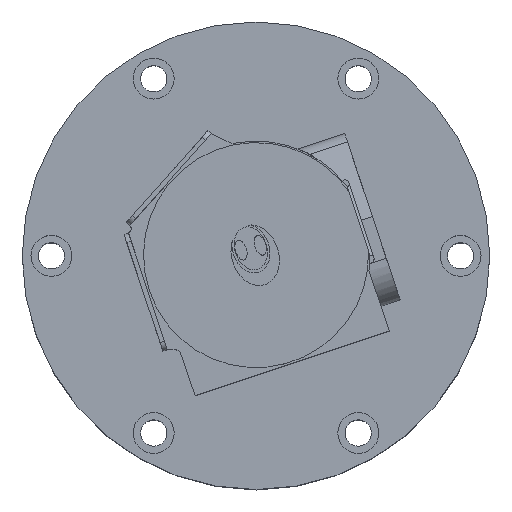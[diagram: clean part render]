
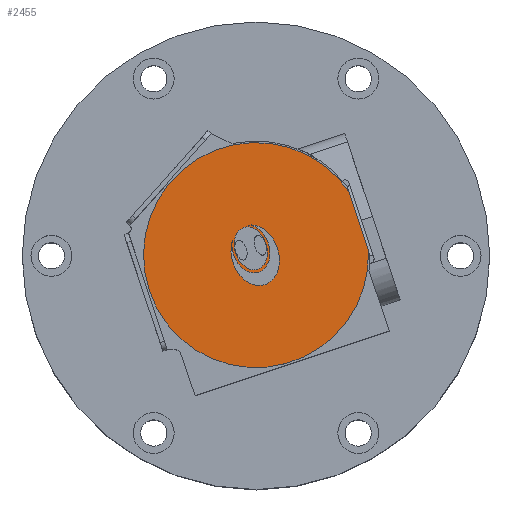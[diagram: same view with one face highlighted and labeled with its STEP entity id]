
A CAD part, top view. The second image highlights one B-rep face of the part: STEP entity #2455.
In plain terms, the highlighted face is planar.
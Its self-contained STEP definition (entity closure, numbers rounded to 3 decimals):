
#72 = EDGE_CURVE ( 'NONE', #8866, #6081, #496, .T. ) ;
#253 =( BOUNDED_CURVE ( )  B_SPLINE_CURVE ( 3, ( #11518, #10614, #757, #7052, #1653, #7967, #2576 ),
 .UNSPECIFIED., .F., .T. ) 
 B_SPLINE_CURVE_WITH_KNOTS ( ( 4, 3, 4 ),
 ( 0.826, 3.49, 6.153 ),
 .UNSPECIFIED. ) 
 CURVE ( )  GEOMETRIC_REPRESENTATION_ITEM ( )  RATIONAL_B_SPLINE_CURVE ( ( 1., 0.491, 0.491, 1., 0.491, 0.491, 1. ) ) 
 REPRESENTATION_ITEM ( '' )  );
#384 = CARTESIAN_POINT ( 'NONE',  ( 7.213, 1.6, -6.158 ) ) ;
#496 =( BOUNDED_CURVE ( )  B_SPLINE_CURVE ( 3, ( #1282, #7595, #6681, #384 ),
 .UNSPECIFIED., .F., .F. ) 
 B_SPLINE_CURVE_WITH_KNOTS ( ( 4, 4 ),
 ( 0., 2.168 ),
 .UNSPECIFIED. ) 
 CURVE ( )  GEOMETRIC_REPRESENTATION_ITEM ( )  RATIONAL_B_SPLINE_CURVE ( ( 1., 0.645, 0.645, 1. ) ) 
 REPRESENTATION_ITEM ( '' )  );
#682 = CARTESIAN_POINT ( 'NONE',  ( 10.272, 1.6, -11.882 ) ) ;
#757 = CARTESIAN_POINT ( 'NONE',  ( -14.7, 1.6, -7.487 ) ) ;
#771 =( BOUNDED_CURVE ( )  B_SPLINE_CURVE ( 3, ( #8440, #8483, #2219, #8521 ),
 .UNSPECIFIED., .F., .T. ) 
 B_SPLINE_CURVE_WITH_KNOTS ( ( 4, 4 ),
 ( 0., 3.142 ),
 .UNSPECIFIED. ) 
 CURVE ( )  GEOMETRIC_REPRESENTATION_ITEM ( )  RATIONAL_B_SPLINE_CURVE ( ( 1., 0.333, 0.333, 1. ) ) 
 REPRESENTATION_ITEM ( '' )  );
#968 = CARTESIAN_POINT ( 'NONE',  ( 0., 1.6, 0. ) ) ;
#1105 = FACE_OUTER_BOUND ( 'NONE', #9304, .T. ) ;
#1114 = CARTESIAN_POINT ( 'NONE',  ( 0., 1.6, 0. ) ) ;
#1208 = ORIENTED_EDGE ( 'NONE', *, *, #7666, .F. ) ;
#1282 = CARTESIAN_POINT ( 'NONE',  ( -5.818, 1.6, -0.983 ) ) ;
#1599 = CARTESIAN_POINT ( 'NONE',  ( 10.272, 1.6, -0.983 ) ) ;
#1653 = CARTESIAN_POINT ( 'NONE',  ( -5.186, 1.6, 12.355 ) ) ;
#1660 = CARTESIAN_POINT ( 'NONE',  ( 10.533, 1.6, 0.768 ) ) ;
#1761 = AXIS2_PLACEMENT_3D ( 'NONE', #1114, #7432, #2035 ) ;
#1890 = DIRECTION ( 'NONE',  ( 0., 0., 1. ) ) ;
#2035 = DIRECTION ( 'NONE',  ( 0., 0., 1. ) ) ;
#2107 = AXIS2_PLACEMENT_3D ( 'NONE', #968, #7278, #1890 ) ;
#2187 = CARTESIAN_POINT ( 'NONE',  ( 10.272, 1.6, -0.983 ) ) ;
#2219 = CARTESIAN_POINT ( 'NONE',  ( 10.272, 1.6, 9.917 ) ) ;
#2365 = CARTESIAN_POINT ( 'NONE',  ( -10.642, 1.6, 37. ) ) ;
#2443 = ORIENTED_EDGE ( 'NONE', *, *, #4925, .T. ) ;
#2455 = ADVANCED_FACE ( 'NONE', ( #10388, #3521, #1105 ), #3344, .T. ) ;
#2500 = CARTESIAN_POINT ( 'NONE',  ( -4.775, 1.6, -0.983 ) ) ;
#2576 = CARTESIAN_POINT ( 'NONE',  ( 10.533, 1.6, 0.768 ) ) ;
#3134 = CIRCLE ( 'NONE', #1761, 38.5 ) ;
#3344 = PLANE ( 'NONE',  #11508 ) ;
#3386 = VERTEX_POINT ( 'NONE', #5593 ) ;
#3496 = ORIENTED_EDGE ( 'NONE', *, *, #6873, .F. ) ;
#3521 = FACE_BOUND ( 'NONE', #11345, .T. ) ;
#3655 = EDGE_CURVE ( 'NONE', #5821, #6907, #6116, .T. ) ;
#4341 = ORIENTED_EDGE ( 'NONE', *, *, #3655, .F. ) ;
#4538 =( BOUNDED_CURVE ( )  B_SPLINE_CURVE ( 3, ( #1660, #10619, #5301, #11572 ),
 .UNSPECIFIED., .F., .T. ) 
 B_SPLINE_CURVE_WITH_KNOTS ( ( 4, 4 ),
 ( 3.425, 6.283 ),
 .UNSPECIFIED. ) 
 CURVE ( )  GEOMETRIC_REPRESENTATION_ITEM ( )  RATIONAL_B_SPLINE_CURVE ( ( 1., 0.428, 0.428, 1. ) ) 
 REPRESENTATION_ITEM ( '' )  );
#4925 = EDGE_CURVE ( 'NONE', #10375, #3386, #7512, .T. ) ;
#5093 = DIRECTION ( 'NONE',  ( 1., 0., 0. ) ) ;
#5138 = CARTESIAN_POINT ( 'NONE',  ( -5.818, 1.6, -0.983 ) ) ;
#5155 = DIRECTION ( 'NONE',  ( 0., 1., 0. ) ) ;
#5301 = CARTESIAN_POINT ( 'NONE',  ( -5.818, 1.6, 8.676 ) ) ;
#5593 = CARTESIAN_POINT ( 'NONE',  ( 10.642, 1.6, 37. ) ) ;
#5772 = ORIENTED_EDGE ( 'NONE', *, *, #10607, .T. ) ;
#5821 = VERTEX_POINT ( 'NONE', #2187 ) ;
#6081 = VERTEX_POINT ( 'NONE', #7288 ) ;
#6095 = CARTESIAN_POINT ( 'NONE',  ( -4.775, 1.6, -11.882 ) ) ;
#6116 =( BOUNDED_CURVE ( )  B_SPLINE_CURVE ( 3, ( #1599, #682, #6095, #2500 ),
 .UNSPECIFIED., .F., .F. ) 
 B_SPLINE_CURVE_WITH_KNOTS ( ( 4, 4 ),
 ( 3.142, 6.283 ),
 .UNSPECIFIED. ) 
 CURVE ( )  GEOMETRIC_REPRESENTATION_ITEM ( )  RATIONAL_B_SPLINE_CURVE ( ( 1., 0.333, 0.333, 1. ) ) 
 REPRESENTATION_ITEM ( '' )  );
#6315 = EDGE_CURVE ( 'NONE', #11143, #10375, #8207, .T. ) ;
#6681 = CARTESIAN_POINT ( 'NONE',  ( 0.913, 1.6, -9.369 ) ) ;
#6873 = EDGE_CURVE ( 'NONE', #11402, #8866, #4538, .T. ) ;
#6898 = CARTESIAN_POINT ( 'NONE',  ( 0., 1.6, 0. ) ) ;
#6907 = VERTEX_POINT ( 'NONE', #9800 ) ;
#7022 = CARTESIAN_POINT ( 'NONE',  ( -10.642, 1.6, 37. ) ) ;
#7052 = CARTESIAN_POINT ( 'NONE',  ( -9.943, 1.6, 2.434 ) ) ;
#7198 = EDGE_CURVE ( 'NONE', #6907, #5821, #771, .T. ) ;
#7263 = CARTESIAN_POINT ( 'NONE',  ( 0., 1.6, -38.5 ) ) ;
#7278 = DIRECTION ( 'NONE',  ( 0., 1., 0. ) ) ;
#7288 = CARTESIAN_POINT ( 'NONE',  ( 7.213, 1.6, -6.158 ) ) ;
#7383 = ORIENTED_EDGE ( 'NONE', *, *, #72, .F. ) ;
#7432 = DIRECTION ( 'NONE',  ( 0., 1., 0. ) ) ;
#7512 = LINE ( 'NONE', #2365, #8378 ) ;
#7595 = CARTESIAN_POINT ( 'NONE',  ( -5.818, 1.6, -6.695 ) ) ;
#7666 = EDGE_CURVE ( 'NONE', #6081, #11402, #253, .T. ) ;
#7967 = CARTESIAN_POINT ( 'NONE',  ( 8.708, 1.6, 11.225 ) ) ;
#8207 = CIRCLE ( 'NONE', #2107, 38.5 ) ;
#8378 = VECTOR ( 'NONE', #5093, 1000. ) ;
#8440 = CARTESIAN_POINT ( 'NONE',  ( -4.775, 1.6, -0.983 ) ) ;
#8483 = CARTESIAN_POINT ( 'NONE',  ( -4.775, 1.6, 9.917 ) ) ;
#8521 = CARTESIAN_POINT ( 'NONE',  ( 10.272, 1.6, -0.983 ) ) ;
#8866 = VERTEX_POINT ( 'NONE', #5138 ) ;
#9304 = EDGE_LOOP ( 'NONE', ( #5772, #9522, #2443 ) ) ;
#9522 = ORIENTED_EDGE ( 'NONE', *, *, #6315, .T. ) ;
#9800 = CARTESIAN_POINT ( 'NONE',  ( -4.775, 1.6, -0.983 ) ) ;
#10337 = CARTESIAN_POINT ( 'NONE',  ( 10.533, 1.6, 0.768 ) ) ;
#10371 = EDGE_LOOP ( 'NONE', ( #3496, #1208, #7383 ) ) ;
#10375 = VERTEX_POINT ( 'NONE', #7022 ) ;
#10388 = FACE_BOUND ( 'NONE', #10371, .T. ) ;
#10607 = EDGE_CURVE ( 'NONE', #3386, #11143, #3134, .T. ) ;
#10614 = CARTESIAN_POINT ( 'NONE',  ( -3.058, 1.6, -13.317 ) ) ;
#10619 = CARTESIAN_POINT ( 'NONE',  ( 6.93, 1.6, 10.04 ) ) ;
#11143 = VERTEX_POINT ( 'NONE', #7263 ) ;
#11345 = EDGE_LOOP ( 'NONE', ( #11501, #4341 ) ) ;
#11402 = VERTEX_POINT ( 'NONE', #10337 ) ;
#11417 = DIRECTION ( 'NONE',  ( 0., 0., 1. ) ) ;
#11501 = ORIENTED_EDGE ( 'NONE', *, *, #7198, .F. ) ;
#11508 = AXIS2_PLACEMENT_3D ( 'NONE', #6898, #5155, #11417 ) ;
#11518 = CARTESIAN_POINT ( 'NONE',  ( 7.213, 1.6, -6.158 ) ) ;
#11572 = CARTESIAN_POINT ( 'NONE',  ( -5.818, 1.6, -0.983 ) ) ;
